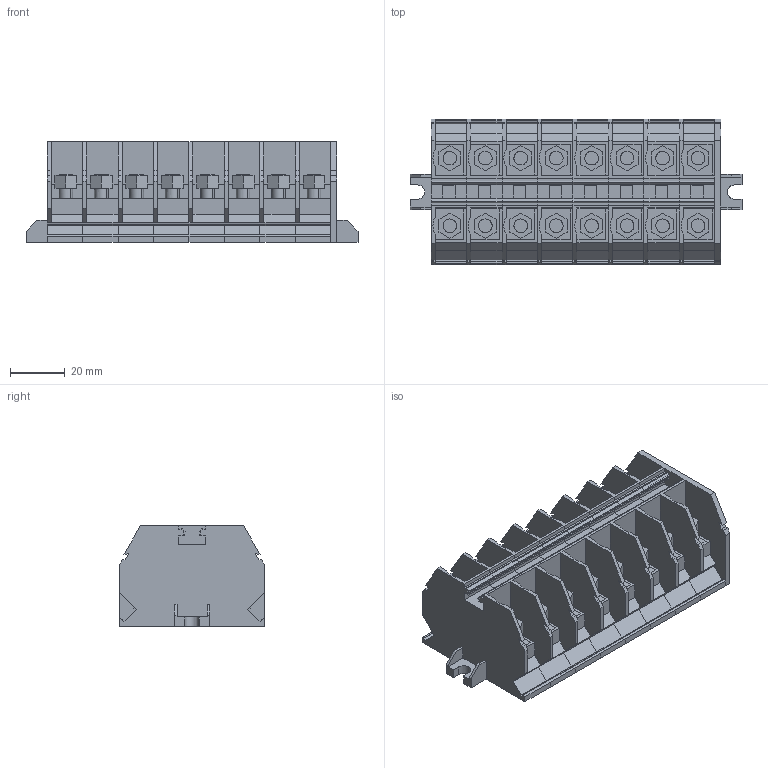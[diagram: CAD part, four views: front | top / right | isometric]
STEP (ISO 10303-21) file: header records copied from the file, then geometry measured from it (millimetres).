
FILE_DESCRIPTION(('Creo Elements/Direct Modeling STEP Export'),'2;1');
FILE_NAME('model.stp','2018-12-28T12:31:20',(''),(''),'Creo Elements/Direct Modeling STEP processor for AP214 (Solid Model)','Creo Elements/Direct Modeling 18.1I 14-Aug-2016 (C) Parametric Technology GmbH','');
FILE_SCHEMA(('AUTOMOTIVE_DESIGN { 1 0 10303 214 1 1 1 1 }'));
Length unit declared in the file: millimetre
Products named in the file (2): RBO_5_F_8-select
Assembly tree (1 placements, depth 2):
  RBO_5_F_8-select
    RBO_5_F_8-select
Bounding box: 121.7 x 53.3 x 37 mm (x, y, z)
Volume: 105679.8 mm3; surface area: 46937.6 mm2
Topology: 1 solids, 1 shells, 917 faces, 2311 edges, 1452 vertices
Faces by surface type: plane 819, cylinder 98
Entity records: 31296 total; most frequent: ORIENTED_EDGE 4622, CARTESIAN_POINT 4072, DIRECTION 3357, EDGE_CURVE 2311, VECTOR 1883, LINE 1883, VERTEX_POINT 1452, EDGE_LOOP 973
